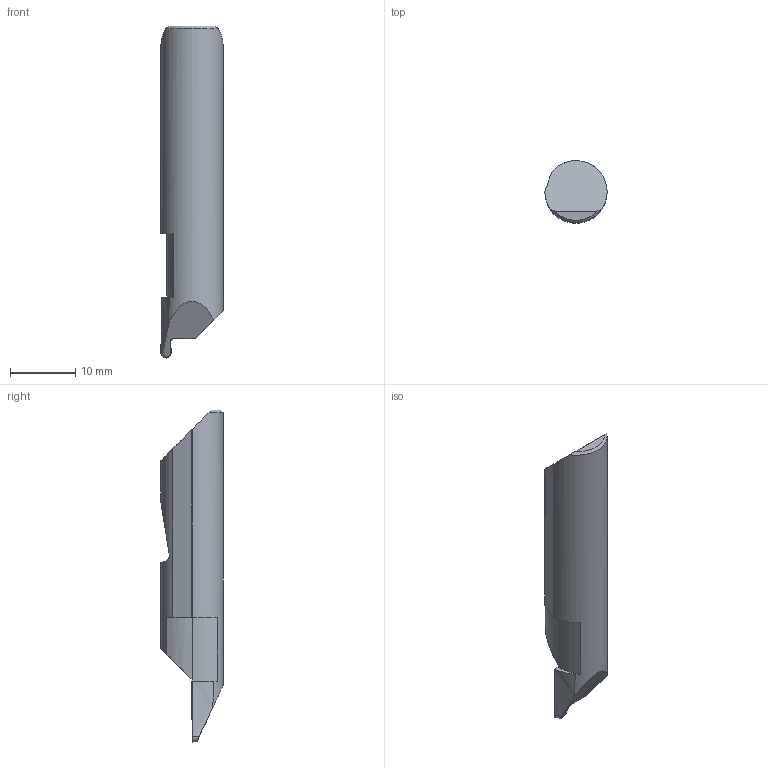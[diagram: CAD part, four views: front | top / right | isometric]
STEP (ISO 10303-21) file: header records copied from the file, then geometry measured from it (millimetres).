
FILE_DESCRIPTION (( 'STEP AP214' ), '1' );
FILE_NAME ('Micro_QFGF-375-062X.STEP', '2021-09-09T14:29:08', ( '' ), ( '' ), 'SwSTEP 2.0', 'SolidWorks 2020', '' );
FILE_SCHEMA (( 'AUTOMOTIVE_DESIGN' ));
Length unit declared in the file: inch
Products named in the file (1): Micro_QFGF-375-062X
Bounding box: 9.53 x 9.53 x 50.8 mm (x, y, z)
Volume: 2743.5 mm3; surface area: 1401.7 mm2
Topology: 1 solids, 1 shells, 26 faces, 67 edges, 44 vertices
Faces by surface type: plane 14, cylinder 9, cone 2, bspline 1
Entity records: 870 total; most frequent: CARTESIAN_POINT 258, ORIENTED_EDGE 134, DIRECTION 102, EDGE_CURVE 67, VERTEX_POINT 44, AXIS2_PLACEMENT_3D 36, LINE 30, VECTOR 30
